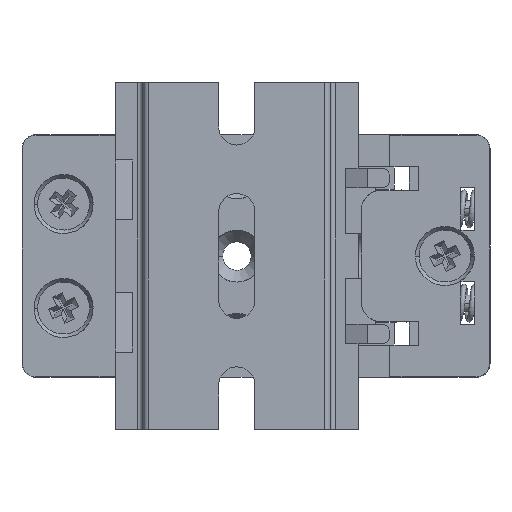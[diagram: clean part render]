
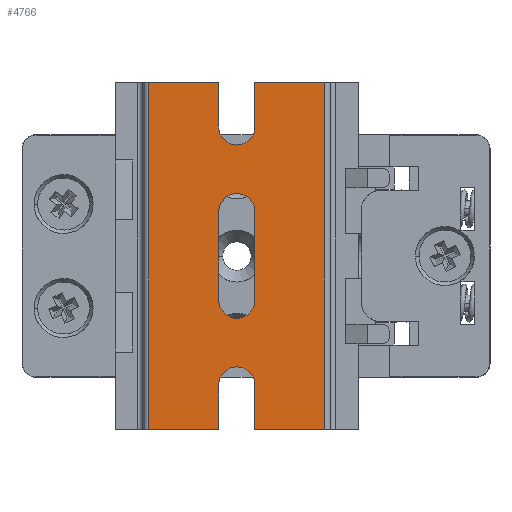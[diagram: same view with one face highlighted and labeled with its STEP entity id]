
A CAD part, top view. The second image highlights one B-rep face of the part: STEP entity #4766.
In plain terms, the highlighted face is planar.
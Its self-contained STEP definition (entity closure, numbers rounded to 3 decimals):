
#339 = EDGE_CURVE ( 'NONE', #14124, #19762, #15028, .T. ) ;
#644 = EDGE_CURVE ( 'NONE', #25765, #20210, #24767, .T. ) ;
#715 = CARTESIAN_POINT ( 'NONE',  ( -55.2, 0., 2.5 ) ) ;
#844 = EDGE_CURVE ( 'NONE', #18983, #17537, #13605, .T. ) ;
#849 = DIRECTION ( 'NONE',  ( -1., 0., 0. ) ) ;
#1018 = CARTESIAN_POINT ( 'NONE',  ( -45.1, 6.4, 2.5 ) ) ;
#1031 = VECTOR ( 'NONE', #7446, 1000. ) ;
#1812 = EDGE_CURVE ( 'NONE', #25588, #25073, #13609, .T. ) ;
#2192 = ORIENTED_EDGE ( 'NONE', *, *, #10544, .T. ) ;
#2347 = LINE ( 'NONE', #14503, #18505 ) ;
#2924 = VERTEX_POINT ( 'NONE', #12255 ) ;
#3343 = EDGE_LOOP ( 'NONE', ( #21946, #23812, #8405, #2192, #12094, #6762, #16006, #3862, #16451, #19701, #20305, #10389 ) ) ;
#3527 = DIRECTION ( 'NONE',  ( 0., -1., 0. ) ) ;
#3862 = ORIENTED_EDGE ( 'NONE', *, *, #24211, .T. ) ;
#4258 = LINE ( 'NONE', #16041, #14215 ) ;
#4532 = AXIS2_PLACEMENT_3D ( 'NONE', #6106, #20970, #25233 ) ;
#4534 = FACE_OUTER_BOUND ( 'NONE', #3343, .T. ) ;
#4766 = ADVANCED_FACE ( 'NONE', ( #11817, #4534 ), #20685, .F. ) ;
#4803 = AXIS2_PLACEMENT_3D ( 'NONE', #14184, #18768, #10010 ) ;
#5722 = LINE ( 'NONE', #23947, #22877 ) ;
#5791 = VERTEX_POINT ( 'NONE', #24182 ) ;
#6106 = CARTESIAN_POINT ( 'NONE',  ( -55.2, 50., 2.5 ) ) ;
#6271 = CARTESIAN_POINT ( 'NONE',  ( -45.1, 43.6, 2.5 ) ) ;
#6750 = DIRECTION ( 'NONE',  ( 0., -1., 0. ) ) ;
#6762 = ORIENTED_EDGE ( 'NONE', *, *, #20908, .F. ) ;
#7446 = DIRECTION ( 'NONE',  ( 0., 1., 0. ) ) ;
#7600 = ORIENTED_EDGE ( 'NONE', *, *, #26494, .T. ) ;
#7657 = CARTESIAN_POINT ( 'NONE',  ( -42.5, 43.6, 2.5 ) ) ;
#7828 = CARTESIAN_POINT ( 'NONE',  ( -55.2, 0., 2.5 ) ) ;
#8100 = CIRCLE ( 'NONE', #24968, 2.6 ) ;
#8164 = VERTEX_POINT ( 'NONE', #20339 ) ;
#8405 = ORIENTED_EDGE ( 'NONE', *, *, #8938, .T. ) ;
#8626 = CARTESIAN_POINT ( 'NONE',  ( -39.9, 0., 2.5 ) ) ;
#8738 = CARTESIAN_POINT ( 'NONE',  ( -45.1, 18.6, 2.5 ) ) ;
#8790 = DIRECTION ( 'NONE',  ( -1., 0., 0. ) ) ;
#8938 = EDGE_CURVE ( 'NONE', #18021, #22021, #8100, .T. ) ;
#8949 = VECTOR ( 'NONE', #17914, 1000. ) ;
#9070 = CARTESIAN_POINT ( 'NONE',  ( -45.1, 0., 2.5 ) ) ;
#9420 = CARTESIAN_POINT ( 'NONE',  ( -45.1, 31.4, 2.5 ) ) ;
#9564 = CARTESIAN_POINT ( 'NONE',  ( -39.9, 18.6, 2.5 ) ) ;
#9643 = AXIS2_PLACEMENT_3D ( 'NONE', #10924, #17302, #11016 ) ;
#9676 = CARTESIAN_POINT ( 'NONE',  ( -39.9, 31.4, 2.5 ) ) ;
#10010 = DIRECTION ( 'NONE',  ( 1., 0., 0. ) ) ;
#10252 = LINE ( 'NONE', #9676, #1031 ) ;
#10263 = CARTESIAN_POINT ( 'NONE',  ( -42.5, 6.4, 2.5 ) ) ;
#10389 = ORIENTED_EDGE ( 'NONE', *, *, #13213, .T. ) ;
#10544 = EDGE_CURVE ( 'NONE', #22021, #25588, #5722, .T. ) ;
#10924 = CARTESIAN_POINT ( 'NONE',  ( -42.5, 18.6, 2.5 ) ) ;
#10964 = VECTOR ( 'NONE', #849, 1000. ) ;
#11016 = DIRECTION ( 'NONE',  ( 1., 0., 0. ) ) ;
#11817 = FACE_BOUND ( 'NONE', #26292, .T. ) ;
#12094 = ORIENTED_EDGE ( 'NONE', *, *, #1812, .T. ) ;
#12255 = CARTESIAN_POINT ( 'NONE',  ( -29.8, 50., 2.5 ) ) ;
#12489 = AXIS2_PLACEMENT_3D ( 'NONE', #7657, #13965, #24401 ) ;
#13213 = EDGE_CURVE ( 'NONE', #2924, #25765, #24724, .T. ) ;
#13605 = CIRCLE ( 'NONE', #12489, 2.6 ) ;
#13609 = LINE ( 'NONE', #7828, #10964 ) ;
#13899 = LINE ( 'NONE', #9420, #18830 ) ;
#13965 = DIRECTION ( 'NONE',  ( 0., 0., 1. ) ) ;
#14089 = LINE ( 'NONE', #22826, #23273 ) ;
#14107 = VERTEX_POINT ( 'NONE', #20566 ) ;
#14124 = VERTEX_POINT ( 'NONE', #8738 ) ;
#14184 = CARTESIAN_POINT ( 'NONE',  ( -42.5, 31.4, 2.5 ) ) ;
#14188 = EDGE_CURVE ( 'NONE', #17537, #19208, #4258, .T. ) ;
#14215 = VECTOR ( 'NONE', #20252, 1000. ) ;
#14449 = VECTOR ( 'NONE', #8790, 1000. ) ;
#14503 = CARTESIAN_POINT ( 'NONE',  ( -39.9, 6.4, 2.5 ) ) ;
#14518 = DIRECTION ( 'NONE',  ( 0., 0., 1. ) ) ;
#14613 = ORIENTED_EDGE ( 'NONE', *, *, #339, .T. ) ;
#15028 = CIRCLE ( 'NONE', #9643, 2.6 ) ;
#15069 = EDGE_CURVE ( 'NONE', #20367, #8164, #14089, .T. ) ;
#15435 = LINE ( 'NONE', #19115, #14449 ) ;
#15798 = DIRECTION ( 'NONE',  ( 0., -1., 0. ) ) ;
#16006 = ORIENTED_EDGE ( 'NONE', *, *, #15069, .F. ) ;
#16041 = CARTESIAN_POINT ( 'NONE',  ( -39.9, 56.4, 2.5 ) ) ;
#16397 = CARTESIAN_POINT ( 'NONE',  ( -45.1, 56.4, 2.5 ) ) ;
#16451 = ORIENTED_EDGE ( 'NONE', *, *, #844, .T. ) ;
#16643 = DIRECTION ( 'NONE',  ( 1., 0., 0. ) ) ;
#16833 = LINE ( 'NONE', #26789, #24356 ) ;
#17302 = DIRECTION ( 'NONE',  ( 0., 0., 1. ) ) ;
#17537 = VERTEX_POINT ( 'NONE', #25466 ) ;
#17914 = DIRECTION ( 'NONE',  ( 0., -1., 0. ) ) ;
#17933 = EDGE_CURVE ( 'NONE', #14107, #5791, #25440, .T. ) ;
#18021 = VERTEX_POINT ( 'NONE', #18401 ) ;
#18401 = CARTESIAN_POINT ( 'NONE',  ( -39.9, 6.4, 2.5 ) ) ;
#18505 = VECTOR ( 'NONE', #27038, 1000. ) ;
#18768 = DIRECTION ( 'NONE',  ( 0., 0., 1. ) ) ;
#18830 = VECTOR ( 'NONE', #15798, 1000. ) ;
#18983 = VERTEX_POINT ( 'NONE', #6271 ) ;
#19044 = VECTOR ( 'NONE', #26917, 1000. ) ;
#19115 = CARTESIAN_POINT ( 'NONE',  ( -55.2, 50., 2.5 ) ) ;
#19208 = VERTEX_POINT ( 'NONE', #23316 ) ;
#19462 = EDGE_CURVE ( 'NONE', #19762, #14107, #10252, .T. ) ;
#19602 = ORIENTED_EDGE ( 'NONE', *, *, #17933, .T. ) ;
#19685 = CARTESIAN_POINT ( 'NONE',  ( -29.8, 0., 2.5 ) ) ;
#19701 = ORIENTED_EDGE ( 'NONE', *, *, #14188, .T. ) ;
#19762 = VERTEX_POINT ( 'NONE', #9564 ) ;
#19850 = VECTOR ( 'NONE', #21781, 1000. ) ;
#20210 = VERTEX_POINT ( 'NONE', #8626 ) ;
#20252 = DIRECTION ( 'NONE',  ( 0., 1., 0. ) ) ;
#20305 = ORIENTED_EDGE ( 'NONE', *, *, #23035, .F. ) ;
#20339 = CARTESIAN_POINT ( 'NONE',  ( -55.2, 50., 2.5 ) ) ;
#20367 = VERTEX_POINT ( 'NONE', #27188 ) ;
#20566 = CARTESIAN_POINT ( 'NONE',  ( -39.9, 31.4, 2.5 ) ) ;
#20685 = PLANE ( 'NONE',  #4532 ) ;
#20908 = EDGE_CURVE ( 'NONE', #8164, #25073, #16833, .T. ) ;
#20970 = DIRECTION ( 'NONE',  ( 0., 0., 1. ) ) ;
#21781 = DIRECTION ( 'NONE',  ( -1., 0., 0. ) ) ;
#21946 = ORIENTED_EDGE ( 'NONE', *, *, #644, .T. ) ;
#22021 = VERTEX_POINT ( 'NONE', #1018 ) ;
#22371 = DIRECTION ( 'NONE',  ( -1., 0., 0. ) ) ;
#22826 = CARTESIAN_POINT ( 'NONE',  ( -55.2, 50., 2.5 ) ) ;
#22877 = VECTOR ( 'NONE', #6750, 1000. ) ;
#23035 = EDGE_CURVE ( 'NONE', #2924, #19208, #15435, .T. ) ;
#23273 = VECTOR ( 'NONE', #22371, 1000. ) ;
#23316 = CARTESIAN_POINT ( 'NONE',  ( -39.9, 50., 2.5 ) ) ;
#23812 = ORIENTED_EDGE ( 'NONE', *, *, #26697, .T. ) ;
#23947 = CARTESIAN_POINT ( 'NONE',  ( -45.1, 6.4, 2.5 ) ) ;
#24028 = CARTESIAN_POINT ( 'NONE',  ( -29.8, 50., 2.5 ) ) ;
#24182 = CARTESIAN_POINT ( 'NONE',  ( -45.1, 31.4, 2.5 ) ) ;
#24211 = EDGE_CURVE ( 'NONE', #20367, #18983, #25915, .T. ) ;
#24356 = VECTOR ( 'NONE', #3527, 1000. ) ;
#24401 = DIRECTION ( 'NONE',  ( 1., 0., 0. ) ) ;
#24724 = LINE ( 'NONE', #24028, #8949 ) ;
#24767 = LINE ( 'NONE', #715, #19850 ) ;
#24968 = AXIS2_PLACEMENT_3D ( 'NONE', #10263, #14518, #16643 ) ;
#25073 = VERTEX_POINT ( 'NONE', #26641 ) ;
#25233 = DIRECTION ( 'NONE',  ( 1., 0., 0. ) ) ;
#25440 = CIRCLE ( 'NONE', #4803, 2.6 ) ;
#25466 = CARTESIAN_POINT ( 'NONE',  ( -39.9, 43.6, 2.5 ) ) ;
#25530 = ORIENTED_EDGE ( 'NONE', *, *, #19462, .T. ) ;
#25588 = VERTEX_POINT ( 'NONE', #9070 ) ;
#25765 = VERTEX_POINT ( 'NONE', #19685 ) ;
#25915 = LINE ( 'NONE', #16397, #19044 ) ;
#26292 = EDGE_LOOP ( 'NONE', ( #14613, #25530, #19602, #7600 ) ) ;
#26494 = EDGE_CURVE ( 'NONE', #5791, #14124, #13899, .T. ) ;
#26641 = CARTESIAN_POINT ( 'NONE',  ( -55.2, 0., 2.5 ) ) ;
#26697 = EDGE_CURVE ( 'NONE', #20210, #18021, #2347, .T. ) ;
#26789 = CARTESIAN_POINT ( 'NONE',  ( -55.2, 50., 2.5 ) ) ;
#26917 = DIRECTION ( 'NONE',  ( 0., -1., 0. ) ) ;
#27038 = DIRECTION ( 'NONE',  ( 0., 1., 0. ) ) ;
#27188 = CARTESIAN_POINT ( 'NONE',  ( -45.1, 50., 2.5 ) ) ;
